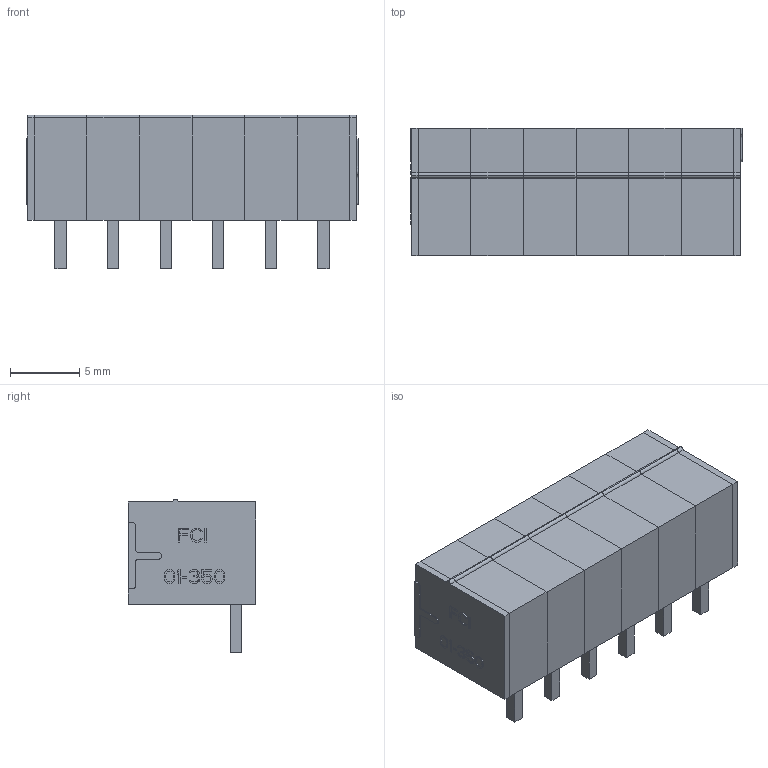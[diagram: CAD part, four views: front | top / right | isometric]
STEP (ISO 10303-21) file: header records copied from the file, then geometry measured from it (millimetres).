
FILE_DESCRIPTION(('STEP AP242'),'1');
FILE_NAME('20020110d061a01lf.stp','2021-03-15T05:44:27',('TraceParts'),('TraceParts S.A.'),'Spatial InterOp 3D',' ',' ');
FILE_SCHEMA(('AP242_MANAGED_MODEL_BASED_3D_ENGINEERING_MIM_LF {1 0 10303 442 1 1 4}'));
Length unit declared in the file: millimetre
Products named in the file (1): 20020110d061a01lf_1
Bounding box: 24.05 x 9.2 x 11.12 mm (x, y, z)
Volume: 932.8 mm3; surface area: 3151.9 mm2
Topology: 8 solids, 8 shells, 651 faces, 1782 edges, 1182 vertices
Faces by surface type: plane 553, cylinder 74, torus 12, cone 12
Entity records: 20433 total; most frequent: CARTESIAN_POINT 3695, ORIENTED_EDGE 3564, DIRECTION 3278, EDGE_CURVE 1782, LINE 1580, VECTOR 1580, VERTEX_POINT 1182, AXIS2_PLACEMENT_3D 849
